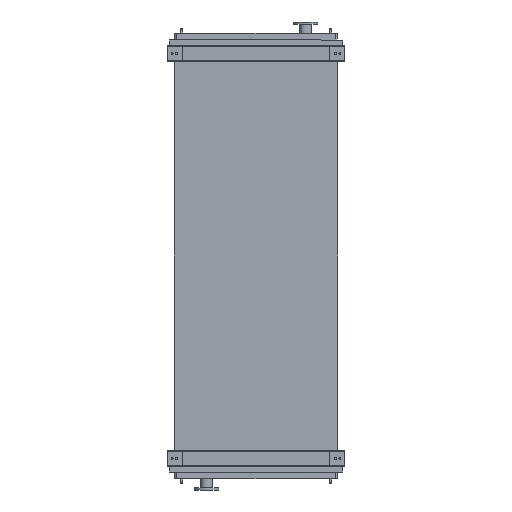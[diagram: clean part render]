
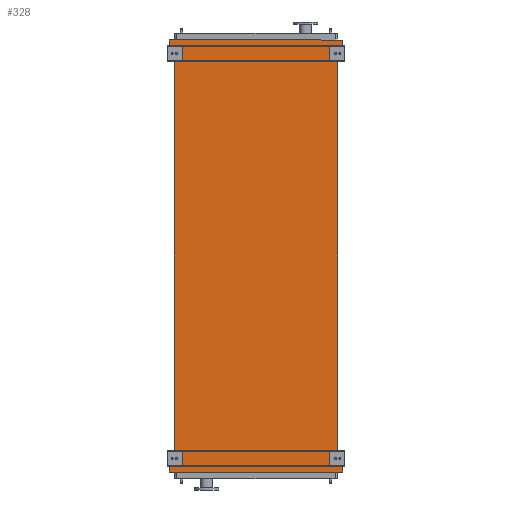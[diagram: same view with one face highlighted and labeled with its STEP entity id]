
A CAD part, front view. The second image highlights one B-rep face of the part: STEP entity #328.
In plain terms, the highlighted planar face has unit normal (0, -1, 0).
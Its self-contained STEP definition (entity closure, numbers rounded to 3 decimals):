
#108 = VECTOR ( 'NONE', #14377, 1000. ) ;
#328 = ADVANCED_FACE ( 'NONE', ( #19507 ), #17671, .T. ) ;
#356 = CARTESIAN_POINT ( 'NONE',  ( 771., 0., -3745. ) ) ;
#366 = CARTESIAN_POINT ( 'NONE',  ( -725., 0., 0. ) ) ;
#442 = LINE ( 'NONE', #6302, #20850 ) ;
#1133 = DIRECTION ( 'NONE',  ( 0., 0., 1. ) ) ;
#1415 = CARTESIAN_POINT ( 'NONE',  ( -725., 0., -3650. ) ) ;
#1479 = CARTESIAN_POINT ( 'NONE',  ( -771., 0., -3745. ) ) ;
#1685 = DIRECTION ( 'NONE',  ( 0., 0., 1. ) ) ;
#2036 = DIRECTION ( 'NONE',  ( -1., 0., 0. ) ) ;
#2101 = LINE ( 'NONE', #1479, #17372 ) ;
#2685 = DIRECTION ( 'NONE',  ( 0.655, 0., 0.755 ) ) ;
#3046 = CARTESIAN_POINT ( 'NONE',  ( -771., 0., -3703. ) ) ;
#3096 = VERTEX_POINT ( 'NONE', #6146 ) ;
#3264 = ORIENTED_EDGE ( 'NONE', *, *, #20560, .F. ) ;
#3419 = VECTOR ( 'NONE', #3795, 1000. ) ;
#3549 = VECTOR ( 'NONE', #16143, 1000. ) ;
#3652 = EDGE_LOOP ( 'NONE', ( #13346, #3264, #9064, #14210, #9703, #24341, #10326, #20412, #24821, #20964, #16591, #22045 ) ) ;
#3795 = DIRECTION ( 'NONE',  ( -0.655, 0., 0.755 ) ) ;
#3903 = CARTESIAN_POINT ( 'NONE',  ( -725., 0., 0. ) ) ;
#4709 = VECTOR ( 'NONE', #5097, 1000. ) ;
#4777 = CARTESIAN_POINT ( 'NONE',  ( -771., 0., 53. ) ) ;
#4896 = DIRECTION ( 'NONE',  ( 0., 0., 1. ) ) ;
#5097 = DIRECTION ( 'NONE',  ( 0., 0., -1. ) ) ;
#5127 = CARTESIAN_POINT ( 'NONE',  ( 771., 0., 95. ) ) ;
#5348 = LINE ( 'NONE', #5127, #4709 ) ;
#5639 = CARTESIAN_POINT ( 'NONE',  ( 771., 0., -3745. ) ) ;
#6146 = CARTESIAN_POINT ( 'NONE',  ( -771., 0., 95. ) ) ;
#6210 = DIRECTION ( 'NONE',  ( -0.655, 0., -0.755 ) ) ;
#6302 = CARTESIAN_POINT ( 'NONE',  ( 771., 0., 53. ) ) ;
#6319 = VECTOR ( 'NONE', #18337, 1000. ) ;
#7405 = VERTEX_POINT ( 'NONE', #10580 ) ;
#8092 = VERTEX_POINT ( 'NONE', #22474 ) ;
#8308 = VECTOR ( 'NONE', #2685, 1000. ) ;
#8627 = VECTOR ( 'NONE', #15988, 1000. ) ;
#8935 = LINE ( 'NONE', #3903, #3419 ) ;
#9007 = LINE ( 'NONE', #1415, #22805 ) ;
#9064 = ORIENTED_EDGE ( 'NONE', *, *, #20624, .F. ) ;
#9581 = LINE ( 'NONE', #4777, #20303 ) ;
#9703 = ORIENTED_EDGE ( 'NONE', *, *, #20658, .F. ) ;
#10326 = ORIENTED_EDGE ( 'NONE', *, *, #19202, .F. ) ;
#10401 = VERTEX_POINT ( 'NONE', #18089 ) ;
#10580 = CARTESIAN_POINT ( 'NONE',  ( 771., 0., 95. ) ) ;
#11519 = CARTESIAN_POINT ( 'NONE',  ( -771., 0., 53. ) ) ;
#11682 = VERTEX_POINT ( 'NONE', #366 ) ;
#12334 = LINE ( 'NONE', #356, #21662 ) ;
#13346 = ORIENTED_EDGE ( 'NONE', *, *, #20390, .T. ) ;
#14092 = LINE ( 'NONE', #3046, #8308 ) ;
#14210 = ORIENTED_EDGE ( 'NONE', *, *, #17913, .F. ) ;
#14377 = DIRECTION ( 'NONE',  ( 0.655, 0., -0.755 ) ) ;
#14796 = VERTEX_POINT ( 'NONE', #5639 ) ;
#15261 = VERTEX_POINT ( 'NONE', #16629 ) ;
#15758 = CARTESIAN_POINT ( 'NONE',  ( 725., 0., -3650. ) ) ;
#15988 = DIRECTION ( 'NONE',  ( 0., 0., 1. ) ) ;
#16143 = DIRECTION ( 'NONE',  ( 1., 0., 0. ) ) ;
#16591 = ORIENTED_EDGE ( 'NONE', *, *, #20930, .F. ) ;
#16629 = CARTESIAN_POINT ( 'NONE',  ( -771., 0., -3703. ) ) ;
#17011 = CARTESIAN_POINT ( 'NONE',  ( -771., 0., 95. ) ) ;
#17372 = VECTOR ( 'NONE', #1133, 1000. ) ;
#17475 = CARTESIAN_POINT ( 'NONE',  ( 725., 0., -3650. ) ) ;
#17503 = DIRECTION ( 'NONE',  ( 0., 0., -1. ) ) ;
#17671 = PLANE ( 'NONE',  #18218 ) ;
#17673 = CARTESIAN_POINT ( 'NONE',  ( -771., 0., -3745. ) ) ;
#17847 = CARTESIAN_POINT ( 'NONE',  ( -725., 0., -3650. ) ) ;
#17903 = VERTEX_POINT ( 'NONE', #18450 ) ;
#17913 = EDGE_CURVE ( 'NONE', #3096, #7405, #19273, .T. ) ;
#18089 = CARTESIAN_POINT ( 'NONE',  ( 725., 0., -3650. ) ) ;
#18218 = AXIS2_PLACEMENT_3D ( 'NONE', #17847, #18588, #17503 ) ;
#18337 = DIRECTION ( 'NONE',  ( 0., 0., -1. ) ) ;
#18450 = CARTESIAN_POINT ( 'NONE',  ( -725., 0., -3650. ) ) ;
#18588 = DIRECTION ( 'NONE',  ( 0., -1., 0. ) ) ;
#19202 = EDGE_CURVE ( 'NONE', #17903, #11682, #9007, .T. ) ;
#19273 = LINE ( 'NONE', #17011, #3549 ) ;
#19441 = CARTESIAN_POINT ( 'NONE',  ( 771., 0., -3703. ) ) ;
#19507 = FACE_OUTER_BOUND ( 'NONE', #3652, .T. ) ;
#20303 = VECTOR ( 'NONE', #4896, 1000. ) ;
#20390 = EDGE_CURVE ( 'NONE', #10401, #22525, #23523, .T. ) ;
#20412 = ORIENTED_EDGE ( 'NONE', *, *, #20715, .F. ) ;
#20560 = EDGE_CURVE ( 'NONE', #22499, #22525, #442, .T. ) ;
#20624 = EDGE_CURVE ( 'NONE', #7405, #22499, #5348, .T. ) ;
#20658 = EDGE_CURVE ( 'NONE', #22885, #3096, #9581, .T. ) ;
#20682 = EDGE_CURVE ( 'NONE', #11682, #22885, #8935, .T. ) ;
#20715 = EDGE_CURVE ( 'NONE', #15261, #17903, #14092, .T. ) ;
#20780 = EDGE_CURVE ( 'NONE', #20940, #15261, #2101, .T. ) ;
#20850 = VECTOR ( 'NONE', #6210, 1000. ) ;
#20855 = EDGE_CURVE ( 'NONE', #14796, #20940, #12334, .T. ) ;
#20930 = EDGE_CURVE ( 'NONE', #8092, #14796, #22203, .T. ) ;
#20940 = VERTEX_POINT ( 'NONE', #17673 ) ;
#20964 = ORIENTED_EDGE ( 'NONE', *, *, #20855, .F. ) ;
#20966 = EDGE_CURVE ( 'NONE', #10401, #8092, #24483, .T. ) ;
#21662 = VECTOR ( 'NONE', #2036, 1000. ) ;
#21887 = CARTESIAN_POINT ( 'NONE',  ( 725., 0., 0. ) ) ;
#22045 = ORIENTED_EDGE ( 'NONE', *, *, #20966, .F. ) ;
#22203 = LINE ( 'NONE', #19441, #6319 ) ;
#22474 = CARTESIAN_POINT ( 'NONE',  ( 771., 0., -3703. ) ) ;
#22499 = VERTEX_POINT ( 'NONE', #23685 ) ;
#22525 = VERTEX_POINT ( 'NONE', #21887 ) ;
#22805 = VECTOR ( 'NONE', #1685, 1000. ) ;
#22885 = VERTEX_POINT ( 'NONE', #11519 ) ;
#23523 = LINE ( 'NONE', #15758, #8627 ) ;
#23685 = CARTESIAN_POINT ( 'NONE',  ( 771., 0., 53. ) ) ;
#24341 = ORIENTED_EDGE ( 'NONE', *, *, #20682, .F. ) ;
#24483 = LINE ( 'NONE', #17475, #108 ) ;
#24821 = ORIENTED_EDGE ( 'NONE', *, *, #20780, .F. ) ;
